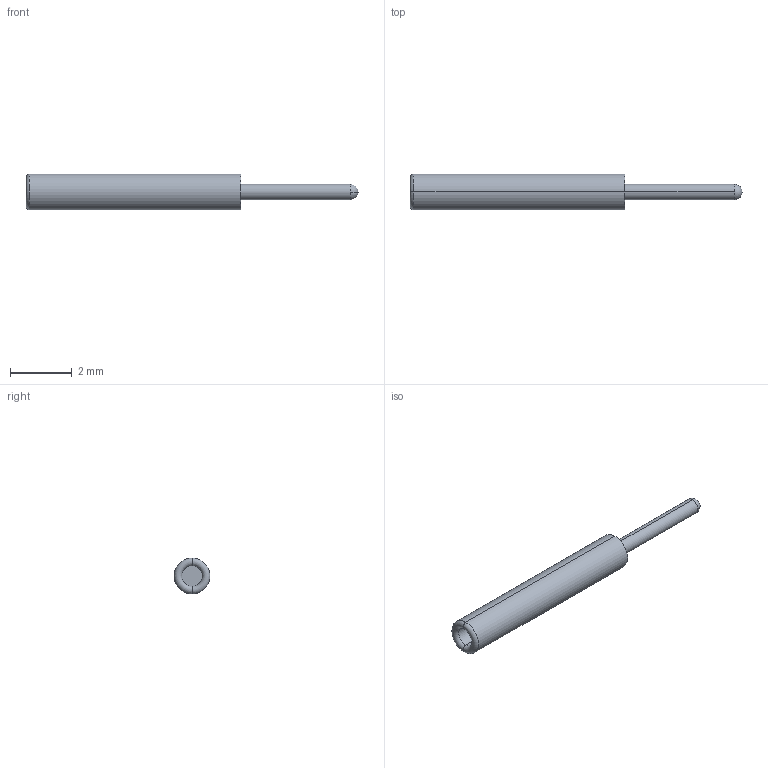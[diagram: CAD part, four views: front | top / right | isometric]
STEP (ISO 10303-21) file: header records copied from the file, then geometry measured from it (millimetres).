
FILE_DESCRIPTION (( 'STEP AP203' ), '1' );
FILE_NAME ('ICS60 B2 S1P1.STEP', '2010-04-07T18:51:30', ( 'Authorized User' ), ( 'QA Technology Company, Inc.' ), 'SwSTEP 2.0', 'SolidWorks 2010', '' );
FILE_SCHEMA (( 'CONFIG_CONTROL_DESIGN' ));
Length unit declared in the file: inch
Products named in the file (1): ICS60 B2 S1P1
Bounding box: 10.79 x 1.17 x 1.17 mm (x, y, z)
Volume: 5.2 mm3; surface area: 47.8 mm2
Topology: 1 solids, 1 shells, 15 faces, 32 edges, 19 vertices
Faces by surface type: cylinder 8, plane 3, sphere 2, torus 2
Entity records: 481 total; most frequent: DIRECTION 84, CARTESIAN_POINT 65, ORIENTED_EDGE 60, AXIS2_PLACEMENT_3D 38, EDGE_CURVE 30, CIRCLE 22, VERTEX_POINT 19, EDGE_LOOP 17
